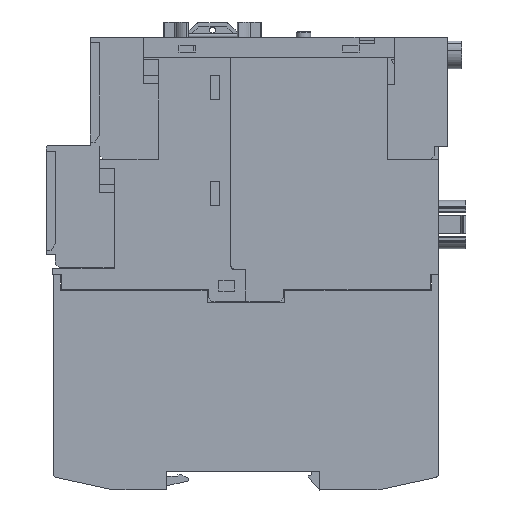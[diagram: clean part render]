
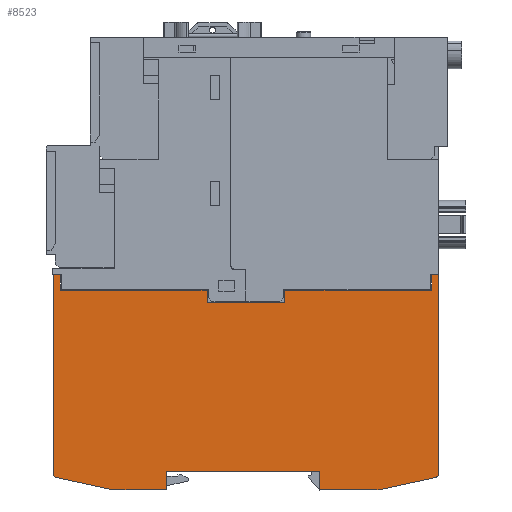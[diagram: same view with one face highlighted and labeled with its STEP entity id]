
A CAD part, left-side view. The second image highlights one B-rep face of the part: STEP entity #8523.
In plain terms, the highlighted planar face has unit normal (-1, 0, 0).
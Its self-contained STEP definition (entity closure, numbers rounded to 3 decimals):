
#8523=ADVANCED_FACE('',(#17744),#17745,.F.);
#17744=FACE_OUTER_BOUND('',#27567,.T.);
#17745=PLANE('',#27568);
#27567=EDGE_LOOP('',(#55006,#55007,#55008,#55009,#55010,#55011,#55012,#55013,#55014,#55015,#55016,#55017,#55018,#55019,#55020,#55021,#55022,#55023,#55024,#55025,#55026,#55027,#55028,#55029));
#27568=AXIS2_PLACEMENT_3D('',#55030,#55031,#55032);
#55006=ORIENTED_EDGE('',*,*,#68840,.T.);
#55007=ORIENTED_EDGE('',*,*,#68680,.T.);
#55008=ORIENTED_EDGE('',*,*,#70111,.T.);
#55009=ORIENTED_EDGE('',*,*,#70112,.T.);
#55010=ORIENTED_EDGE('',*,*,#70113,.T.);
#55011=ORIENTED_EDGE('',*,*,#70114,.T.);
#55012=ORIENTED_EDGE('',*,*,#70115,.T.);
#55013=ORIENTED_EDGE('',*,*,#70116,.T.);
#55014=ORIENTED_EDGE('',*,*,#70117,.T.);
#55015=ORIENTED_EDGE('',*,*,#70118,.T.);
#55016=ORIENTED_EDGE('',*,*,#70119,.T.);
#55017=ORIENTED_EDGE('',*,*,#70120,.T.);
#55018=ORIENTED_EDGE('',*,*,#70121,.T.);
#55019=ORIENTED_EDGE('',*,*,#70122,.F.);
#55020=ORIENTED_EDGE('',*,*,#70123,.T.);
#55021=ORIENTED_EDGE('',*,*,#70124,.T.);
#55022=ORIENTED_EDGE('',*,*,#70125,.T.);
#55023=ORIENTED_EDGE('',*,*,#70126,.T.);
#55024=ORIENTED_EDGE('',*,*,#70127,.T.);
#55025=ORIENTED_EDGE('',*,*,#70128,.T.);
#55026=ORIENTED_EDGE('',*,*,#70129,.T.);
#55027=ORIENTED_EDGE('',*,*,#70130,.F.);
#55028=ORIENTED_EDGE('',*,*,#70131,.T.);
#55029=ORIENTED_EDGE('',*,*,#70107,.T.);
#55030=CARTESIAN_POINT('',(0.1,58.272,28.736));
#55031=DIRECTION('',(1.0,0.0,0.0));
#55032=DIRECTION('',(0.0,0.0,-1.0));
#68680=EDGE_CURVE('',#85177,#85175,#85178,.T.);
#68840=EDGE_CURVE('',#85425,#85177,#85426,.T.);
#70107=EDGE_CURVE('',#87287,#85425,#87288,.T.);
#70111=EDGE_CURVE('',#85175,#87293,#87294,.T.);
#70112=EDGE_CURVE('',#87293,#87295,#87296,.T.);
#70113=EDGE_CURVE('',#87295,#87297,#87298,.T.);
#70114=EDGE_CURVE('',#87297,#87299,#87300,.T.);
#70115=EDGE_CURVE('',#87299,#87301,#87302,.T.);
#70116=EDGE_CURVE('',#87301,#87303,#87304,.T.);
#70117=EDGE_CURVE('',#87303,#87305,#87306,.T.);
#70118=EDGE_CURVE('',#87305,#87307,#87308,.T.);
#70119=EDGE_CURVE('',#87307,#87309,#87310,.T.);
#70120=EDGE_CURVE('',#87309,#87311,#87312,.T.);
#70121=EDGE_CURVE('',#87311,#87313,#87314,.T.);
#70122=EDGE_CURVE('',#87315,#87313,#87316,.T.);
#70123=EDGE_CURVE('',#87315,#87317,#87318,.T.);
#70124=EDGE_CURVE('',#87317,#87319,#87320,.T.);
#70125=EDGE_CURVE('',#87319,#87321,#87322,.T.);
#70126=EDGE_CURVE('',#87321,#87323,#87324,.T.);
#70127=EDGE_CURVE('',#87323,#87325,#87326,.T.);
#70128=EDGE_CURVE('',#87325,#87327,#87328,.T.);
#70129=EDGE_CURVE('',#87327,#87329,#87330,.T.);
#70130=EDGE_CURVE('',#87331,#87329,#87332,.T.);
#70131=EDGE_CURVE('',#87331,#87287,#87333,.T.);
#85175=VERTEX_POINT('',#109112);
#85177=VERTEX_POINT('',#109115);
#85178=LINE('',#109116,#109117);
#85425=VERTEX_POINT('',#109472);
#85426=LINE('',#109473,#109474);
#87287=VERTEX_POINT('',#112092);
#87288=LINE('',#112093,#112094);
#87293=VERTEX_POINT('',#112101);
#87294=LINE('',#112102,#112103);
#87295=VERTEX_POINT('',#112104);
#87296=LINE('',#112105,#112106);
#87297=VERTEX_POINT('',#112107);
#87298=LINE('',#112108,#112109);
#87299=VERTEX_POINT('',#112110);
#87300=LINE('',#112111,#112112);
#87301=VERTEX_POINT('',#112113);
#87302=LINE('',#112114,#112115);
#87303=VERTEX_POINT('',#112116);
#87304=LINE('',#112117,#112118);
#87305=VERTEX_POINT('',#112119);
#87306=LINE('',#112120,#112121);
#87307=VERTEX_POINT('',#112122);
#87308=LINE('',#112123,#112124);
#87309=VERTEX_POINT('',#112125);
#87310=LINE('',#112126,#112127);
#87311=VERTEX_POINT('',#112128);
#87312=LINE('',#112129,#112130);
#87313=VERTEX_POINT('',#112131);
#87314=LINE('',#112132,#112133);
#87315=VERTEX_POINT('',#112134);
#87316=CIRCLE('',#112135,0.8);
#87317=VERTEX_POINT('',#112136);
#87318=LINE('',#112137,#112138);
#87319=VERTEX_POINT('',#112139);
#87320=LINE('',#112140,#112141);
#87321=VERTEX_POINT('',#112142);
#87322=LINE('',#112143,#112144);
#87323=VERTEX_POINT('',#112145);
#87324=LINE('',#112146,#112147);
#87325=VERTEX_POINT('',#112148);
#87326=LINE('',#112149,#112150);
#87327=VERTEX_POINT('',#112151);
#87328=LINE('',#112152,#112153);
#87329=VERTEX_POINT('',#112154);
#87330=LINE('',#112155,#112156);
#87331=VERTEX_POINT('',#112157);
#87332=CIRCLE('',#112158,0.8);
#87333=LINE('',#112159,#112160);
#109112=CARTESIAN_POINT('',(0.1,8.7,57.15));
#109115=CARTESIAN_POINT('',(0.1,7.3,57.15));
#109116=CARTESIAN_POINT('',(0.1,33.299,57.15));
#109117=VECTOR('',#124299,1.0);
#109472=CARTESIAN_POINT('',(0.1,7.3,57.2));
#109473=CARTESIAN_POINT('',(0.1,7.3,55.043));
#109474=VECTOR('',#124459,1.0);
#112092=CARTESIAN_POINT('',(0.1,7.25,57.2));
#112093=CARTESIAN_POINT('',(0.1,7.25,57.2));
#112094=VECTOR('',#125724,1.0);
#112101=CARTESIAN_POINT('',(0.1,9.05,56.8));
#112102=CARTESIAN_POINT('',(0.1,8.65,57.2));
#112103=VECTOR('',#125727,1.0);
#112104=CARTESIAN_POINT('',(0.1,9.05,52.9));
#112105=CARTESIAN_POINT('',(0.1,9.05,56.8));
#112106=VECTOR('',#125728,1.0);
#112107=CARTESIAN_POINT('',(0.1,47.95,52.9));
#112108=CARTESIAN_POINT('',(0.1,9.05,52.9));
#112109=VECTOR('',#125729,1.0);
#112110=CARTESIAN_POINT('',(0.1,47.95,49.7));
#112111=CARTESIAN_POINT('',(0.1,47.95,52.9));
#112112=VECTOR('',#125730,1.0);
#112113=CARTESIAN_POINT('',(0.1,68.55,49.7));
#112114=CARTESIAN_POINT('',(0.1,47.95,49.7));
#112115=VECTOR('',#125731,1.0);
#112116=CARTESIAN_POINT('',(0.1,68.55,52.9));
#112117=CARTESIAN_POINT('',(0.1,68.55,49.7));
#112118=VECTOR('',#125732,1.0);
#112119=CARTESIAN_POINT('',(0.1,107.45,52.9));
#112120=CARTESIAN_POINT('',(0.1,68.55,52.9));
#112121=VECTOR('',#125733,1.0);
#112122=CARTESIAN_POINT('',(0.1,107.45,56.8));
#112123=CARTESIAN_POINT('',(0.1,107.45,52.9));
#112124=VECTOR('',#125734,1.0);
#112125=CARTESIAN_POINT('',(0.1,107.85,57.2));
#112126=CARTESIAN_POINT('',(0.1,107.45,56.8));
#112127=VECTOR('',#125735,1.0);
#112128=CARTESIAN_POINT('',(0.1,109.25,57.2));
#112129=CARTESIAN_POINT('',(0.1,107.85,57.2));
#112130=VECTOR('',#125736,1.0);
#112131=CARTESIAN_POINT('',(0.1,109.25,4.144));
#112132=CARTESIAN_POINT('',(0.1,109.25,57.2));
#112133=VECTOR('',#125737,1.0);
#112134=CARTESIAN_POINT('',(0.1,108.621,3.362));
#112135=AXIS2_PLACEMENT_3D('',#125738,#125739,#125740);
#112136=CARTESIAN_POINT('',(0.1,93.25,0.));
#112137=CARTESIAN_POINT('',(0.1,108.621,3.362));
#112138=VECTOR('',#125741,1.0);
#112139=CARTESIAN_POINT('',(0.1,79.25,0.));
#112140=CARTESIAN_POINT('',(0.1,93.25,0.));
#112141=VECTOR('',#125742,1.0);
#112142=CARTESIAN_POINT('',(0.1,79.25,5.));
#112143=CARTESIAN_POINT('',(0.1,79.25,0.));
#112144=VECTOR('',#125743,1.0);
#112145=CARTESIAN_POINT('',(0.1,38.75,5.));
#112146=CARTESIAN_POINT('',(0.1,79.25,5.));
#112147=VECTOR('',#125744,1.0);
#112148=CARTESIAN_POINT('',(0.1,38.75,0.));
#112149=CARTESIAN_POINT('',(0.1,38.75,5.));
#112150=VECTOR('',#125745,1.0);
#112151=CARTESIAN_POINT('',(0.1,23.25,0.));
#112152=CARTESIAN_POINT('',(0.1,38.75,0.));
#112153=VECTOR('',#125746,1.0);
#112154=CARTESIAN_POINT('',(0.1,7.879,3.362));
#112155=CARTESIAN_POINT('',(0.1,23.25,0.));
#112156=VECTOR('',#125747,1.0);
#112157=CARTESIAN_POINT('',(0.1,7.25,4.144));
#112158=AXIS2_PLACEMENT_3D('',#125748,#125749,#125750);
#112159=CARTESIAN_POINT('',(0.1,7.25,4.144));
#112160=VECTOR('',#125751,1.0);
#124299=DIRECTION('',(0.0,1.0,0.0));
#124459=DIRECTION('',(0.0,0.0,-1.0));
#125724=DIRECTION('',(0.0,1.0,0.0));
#125727=DIRECTION('',(0.0,0.707,-0.707));
#125728=DIRECTION('',(0.0,0.0,-1.0));
#125729=DIRECTION('',(0.0,1.0,0.0));
#125730=DIRECTION('',(0.0,0.0,-1.0));
#125731=DIRECTION('',(0.0,1.0,0.0));
#125732=DIRECTION('',(0.0,0.0,1.0));
#125733=DIRECTION('',(0.0,1.0,0.0));
#125734=DIRECTION('',(0.0,0.0,1.0));
#125735=DIRECTION('',(0.0,0.707,0.707));
#125736=DIRECTION('',(0.0,1.0,0.0));
#125737=DIRECTION('',(0.0,0.0,-1.0));
#125738=CARTESIAN_POINT('',(0.1,108.45,4.144));
#125739=DIRECTION('',(1.0,0.0,0.0));
#125740=DIRECTION('',(0.0,0.214,-0.977));
#125741=DIRECTION('',(0.0,-0.977,-0.214));
#125742=DIRECTION('',(0.0,-1.0,0.0));
#125743=DIRECTION('',(0.0,0.0,1.0));
#125744=DIRECTION('',(0.0,-1.0,0.0));
#125745=DIRECTION('',(0.0,0.0,-1.0));
#125746=DIRECTION('',(0.0,-1.0,0.0));
#125747=DIRECTION('',(0.0,-0.977,0.214));
#125748=CARTESIAN_POINT('',(0.1,8.05,4.144));
#125749=DIRECTION('',(1.0,0.0,0.0));
#125750=DIRECTION('',(0.0,-1.0,0.));
#125751=DIRECTION('',(0.0,0.0,1.0));
